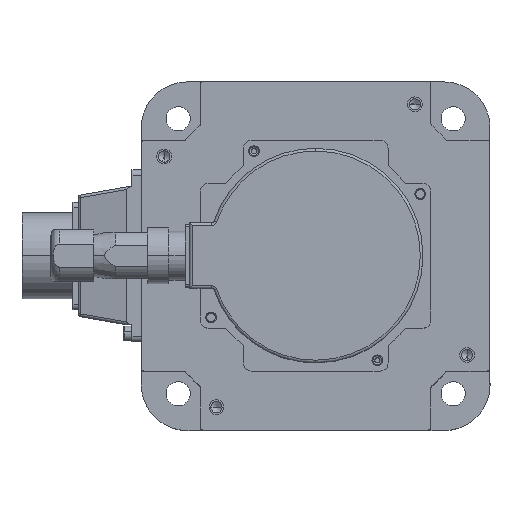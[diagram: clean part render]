
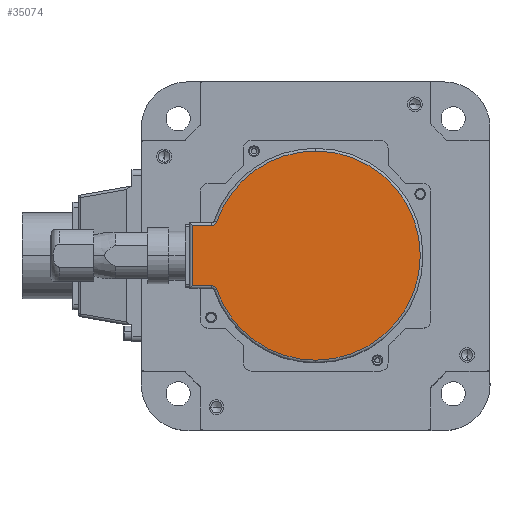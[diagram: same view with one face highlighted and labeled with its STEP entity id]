
A CAD part, top view. The second image highlights one B-rep face of the part: STEP entity #35074.
In plain terms, the highlighted face is planar.
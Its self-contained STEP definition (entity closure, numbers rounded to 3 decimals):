
#138 = LINE ( 'NONE', #14786, #63304 ) ;
#1271 = DIRECTION ( 'NONE',  ( -1., 0., 0. ) ) ;
#1783 = CARTESIAN_POINT ( 'NONE',  ( -20., 38.8, -11.25 ) ) ;
#2547 = AXIS2_PLACEMENT_3D ( 'NONE', #45298, #6432, #36448 ) ;
#2966 = CARTESIAN_POINT ( 'NONE',  ( -20., 46., -11.25 ) ) ;
#3260 = EDGE_CURVE ( 'NONE', #64841, #49708, #6209, .T. ) ;
#3674 = VERTEX_POINT ( 'NONE', #22856 ) ;
#3948 = EDGE_CURVE ( 'NONE', #20103, #14253, #60260, .T. ) ;
#5694 = EDGE_LOOP ( 'NONE', ( #47962, #9402, #36370, #38049, #56059, #23076, #15903, #12765 ) ) ;
#6209 = LINE ( 'NONE', #36230, #53351 ) ;
#6432 = DIRECTION ( 'NONE',  ( -1., 0., 0. ) ) ;
#8606 = AXIS2_PLACEMENT_3D ( 'NONE', #55316, #25368, #64197 ) ;
#9402 = ORIENTED_EDGE ( 'NONE', *, *, #3260, .T. ) ;
#10140 = PLANE ( 'NONE',  #19085 ) ;
#10709 = AXIS2_PLACEMENT_3D ( 'NONE', #13853, #56052, #17222 ) ;
#12338 = FACE_OUTER_BOUND ( 'NONE', #5694, .T. ) ;
#12765 = ORIENTED_EDGE ( 'NONE', *, *, #39906, .T. ) ;
#13853 = CARTESIAN_POINT ( 'NONE',  ( -20., 38.8, 13.25 ) ) ;
#14253 = VERTEX_POINT ( 'NONE', #40390 ) ;
#14786 = CARTESIAN_POINT ( 'NONE',  ( -20., 38.8, -11.25 ) ) ;
#15555 = DIRECTION ( 'NONE',  ( 0., 0., 1. ) ) ;
#15903 = ORIENTED_EDGE ( 'NONE', *, *, #3948, .T. ) ;
#17222 = DIRECTION ( 'NONE',  ( 0., 0., 1. ) ) ;
#19085 = AXIS2_PLACEMENT_3D ( 'NONE', #40127, #1271, #27919 ) ;
#20103 = VERTEX_POINT ( 'NONE', #57092 ) ;
#20842 = CARTESIAN_POINT ( 'NONE',  ( -20., 47., 11.25 ) ) ;
#20849 = CIRCLE ( 'NONE', #33206, 39. ) ;
#21151 = VERTEX_POINT ( 'NONE', #22174 ) ;
#21773 = EDGE_CURVE ( 'NONE', #21151, #3674, #57321, .T. ) ;
#22174 = CARTESIAN_POINT ( 'NONE',  ( -20., 36.907, -12.604 ) ) ;
#22856 = CARTESIAN_POINT ( 'NONE',  ( -20., 0., -39. ) ) ;
#23076 = ORIENTED_EDGE ( 'NONE', *, *, #24349, .T. ) ;
#24349 = EDGE_CURVE ( 'NONE', #3674, #20103, #20849, .T. ) ;
#25368 = DIRECTION ( 'NONE',  ( 1., 0., 0. ) ) ;
#25513 = EDGE_CURVE ( 'NONE', #49708, #42403, #138, .T. ) ;
#26556 = CARTESIAN_POINT ( 'NONE',  ( -20., 0., 0. ) ) ;
#27746 = CARTESIAN_POINT ( 'NONE',  ( -20., 0., 0. ) ) ;
#27919 = DIRECTION ( 'NONE',  ( 0., 0., 1. ) ) ;
#33089 = EDGE_CURVE ( 'NONE', #65242, #64841, #53125, .T. ) ;
#33206 = AXIS2_PLACEMENT_3D ( 'NONE', #27746, #66587, #15555 ) ;
#35074 = ADVANCED_FACE ( 'NONE', ( #12338 ), #10140, .T. ) ;
#35441 = DIRECTION ( 'NONE',  ( 0., 0., 1. ) ) ;
#36230 = CARTESIAN_POINT ( 'NONE',  ( -20., 46., -12.25 ) ) ;
#36370 = ORIENTED_EDGE ( 'NONE', *, *, #25513, .T. ) ;
#36448 = DIRECTION ( 'NONE',  ( 0., 0., 1. ) ) ;
#38049 = ORIENTED_EDGE ( 'NONE', *, *, #54885, .T. ) ;
#39030 = CARTESIAN_POINT ( 'NONE',  ( -20., 46., 11.25 ) ) ;
#39906 = EDGE_CURVE ( 'NONE', #14253, #65242, #42584, .T. ) ;
#40127 = CARTESIAN_POINT ( 'NONE',  ( -20., 0., 0. ) ) ;
#40390 = CARTESIAN_POINT ( 'NONE',  ( -20., 36.907, 12.604 ) ) ;
#41362 = DIRECTION ( 'NONE',  ( 0., -1., 0. ) ) ;
#42403 = VERTEX_POINT ( 'NONE', #1783 ) ;
#42584 = CIRCLE ( 'NONE', #10709, 2. ) ;
#44706 = CIRCLE ( 'NONE', #8606, 2. ) ;
#45019 = AXIS2_PLACEMENT_3D ( 'NONE', #26556, #65354, #35441 ) ;
#45262 = DIRECTION ( 'NONE',  ( 0., 1., 0. ) ) ;
#45298 = CARTESIAN_POINT ( 'NONE',  ( -20., 0., 0. ) ) ;
#47962 = ORIENTED_EDGE ( 'NONE', *, *, #33089, .T. ) ;
#49708 = VERTEX_POINT ( 'NONE', #2966 ) ;
#53125 = LINE ( 'NONE', #20842, #56651 ) ;
#53351 = VECTOR ( 'NONE', #66176, 1000. ) ;
#54885 = EDGE_CURVE ( 'NONE', #42403, #21151, #44706, .T. ) ;
#55316 = CARTESIAN_POINT ( 'NONE',  ( -20., 38.8, -13.25 ) ) ;
#56052 = DIRECTION ( 'NONE',  ( 1., 0., 0. ) ) ;
#56059 = ORIENTED_EDGE ( 'NONE', *, *, #21773, .T. ) ;
#56651 = VECTOR ( 'NONE', #45262, 1000. ) ;
#57092 = CARTESIAN_POINT ( 'NONE',  ( -20., 0., 39. ) ) ;
#57321 = CIRCLE ( 'NONE', #45019, 39. ) ;
#60120 = CARTESIAN_POINT ( 'NONE',  ( -20., 38.8, 11.25 ) ) ;
#60260 = CIRCLE ( 'NONE', #2547, 39. ) ;
#63304 = VECTOR ( 'NONE', #41362, 1000. ) ;
#64197 = DIRECTION ( 'NONE',  ( 0., 0., 1. ) ) ;
#64841 = VERTEX_POINT ( 'NONE', #39030 ) ;
#65242 = VERTEX_POINT ( 'NONE', #60120 ) ;
#65354 = DIRECTION ( 'NONE',  ( -1., 0., 0. ) ) ;
#66176 = DIRECTION ( 'NONE',  ( 0., 0., -1. ) ) ;
#66587 = DIRECTION ( 'NONE',  ( -1., 0., 0. ) ) ;
